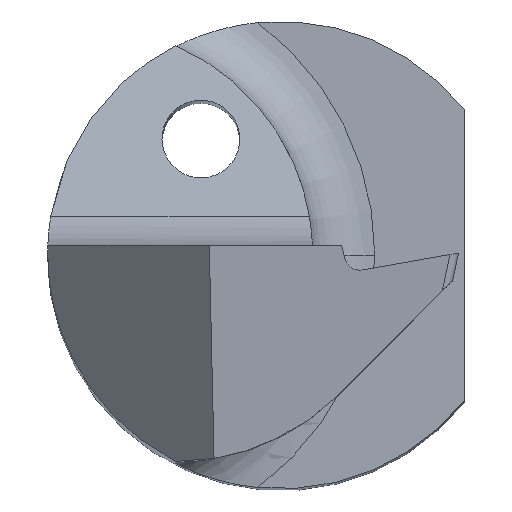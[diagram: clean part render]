
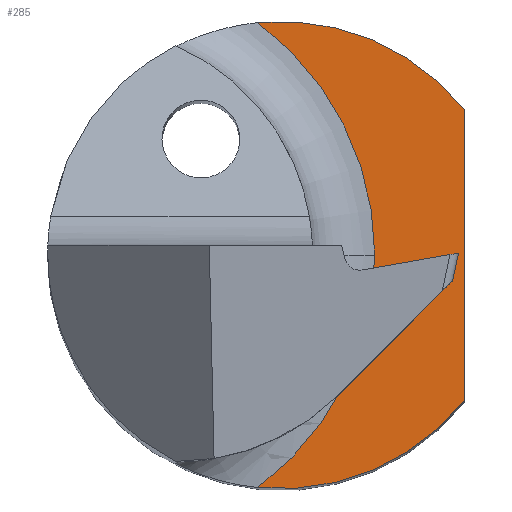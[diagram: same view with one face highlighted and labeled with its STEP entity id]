
A CAD part, top view. The second image highlights one B-rep face of the part: STEP entity #285.
In plain terms, the highlighted planar face has unit normal (0, 0, 1).
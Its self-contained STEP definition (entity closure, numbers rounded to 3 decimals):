
#4 = CIRCLE ( 'NONE', #419, 3. ) ;
#27 = CARTESIAN_POINT ( 'NONE',  ( -0.402, -0.122, 15.005 ) ) ;
#31 = CARTESIAN_POINT ( 'NONE',  ( 1.2, 0., 15.005 ) ) ;
#34 = DIRECTION ( 'NONE',  ( 1., 0., 0. ) ) ;
#53 = VERTEX_POINT ( 'NONE', #31 ) ;
#58 = DIRECTION ( 'NONE',  ( 1., 0., 0. ) ) ;
#78 = LINE ( 'NONE', #793, #391 ) ;
#104 = PLANE ( 'NONE',  #323 ) ;
#108 = DIRECTION ( 'NONE',  ( 0., 0., 1. ) ) ;
#133 = DIRECTION ( 'NONE',  ( 0., 0., 1. ) ) ;
#139 = CARTESIAN_POINT ( 'NONE',  ( -2.514, 0., 15.005 ) ) ;
#174 = CARTESIAN_POINT ( 'NONE',  ( -0.304, -2.985, 15.005 ) ) ;
#180 = EDGE_CURVE ( 'NONE', #379, #933, #78, .T. ) ;
#226 = VERTEX_POINT ( 'NONE', #773 ) ;
#285 = ADVANCED_FACE ( 'NONE', ( #400 ), #104, .T. ) ;
#296 = ORIENTED_EDGE ( 'NONE', *, *, #394, .T. ) ;
#305 = VERTEX_POINT ( 'NONE', #174 ) ;
#323 = AXIS2_PLACEMENT_3D ( 'NONE', #27, #108, #34 ) ;
#331 = DIRECTION ( 'NONE',  ( 0., 0., -1. ) ) ;
#333 = CIRCLE ( 'NONE', #490, 3. ) ;
#360 = DIRECTION ( 'NONE',  ( 1., 0., 0. ) ) ;
#367 = DIRECTION ( 'NONE',  ( 1., 0., 0. ) ) ;
#379 = VERTEX_POINT ( 'NONE', #476 ) ;
#391 = VECTOR ( 'NONE', #619, 1000. ) ;
#394 = EDGE_CURVE ( 'NONE', #226, #53, #462, .T. ) ;
#400 = FACE_OUTER_BOUND ( 'NONE', #828, .T. ) ;
#408 = DIRECTION ( 'NONE',  ( 1., 0., 0. ) ) ;
#419 = AXIS2_PLACEMENT_3D ( 'NONE', #521, #133, #360 ) ;
#462 = CIRCLE ( 'NONE', #756, 3.714 ) ;
#476 = CARTESIAN_POINT ( 'NONE',  ( 2.35, -1.865, 15.005 ) ) ;
#478 = ORIENTED_EDGE ( 'NONE', *, *, #738, .T. ) ;
#490 = AXIS2_PLACEMENT_3D ( 'NONE', #904, #669, #367 ) ;
#498 = ORIENTED_EDGE ( 'NONE', *, *, #740, .T. ) ;
#521 = CARTESIAN_POINT ( 'NONE',  ( 0., 0., 15.005 ) ) ;
#559 = ORIENTED_EDGE ( 'NONE', *, *, #854, .T. ) ;
#619 = DIRECTION ( 'NONE',  ( 0., 1., 0. ) ) ;
#669 = DIRECTION ( 'NONE',  ( 0., 0., 1. ) ) ;
#738 = EDGE_CURVE ( 'NONE', #53, #305, #807, .T. ) ;
#740 = EDGE_CURVE ( 'NONE', #305, #379, #333, .T. ) ;
#756 = AXIS2_PLACEMENT_3D ( 'NONE', #843, #331, #408 ) ;
#760 = CARTESIAN_POINT ( 'NONE',  ( 2.35, 1.865, 15.005 ) ) ;
#773 = CARTESIAN_POINT ( 'NONE',  ( -0.304, 2.985, 15.005 ) ) ;
#793 = CARTESIAN_POINT ( 'NONE',  ( 2.35, 1.865, 15.005 ) ) ;
#807 = CIRCLE ( 'NONE', #897, 3.714 ) ;
#814 = DIRECTION ( 'NONE',  ( 0., 0., -1. ) ) ;
#828 = EDGE_LOOP ( 'NONE', ( #559, #296, #478, #498, #971 ) ) ;
#843 = CARTESIAN_POINT ( 'NONE',  ( -2.514, 0., 15.005 ) ) ;
#854 = EDGE_CURVE ( 'NONE', #933, #226, #4, .T. ) ;
#897 = AXIS2_PLACEMENT_3D ( 'NONE', #139, #814, #58 ) ;
#904 = CARTESIAN_POINT ( 'NONE',  ( 0., 0., 15.005 ) ) ;
#933 = VERTEX_POINT ( 'NONE', #760 ) ;
#971 = ORIENTED_EDGE ( 'NONE', *, *, #180, .T. ) ;
